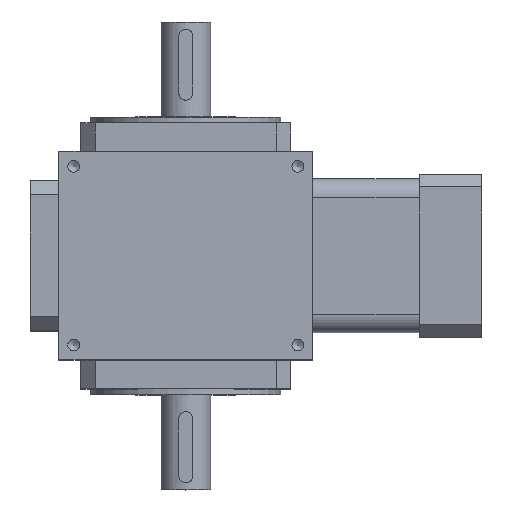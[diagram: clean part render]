
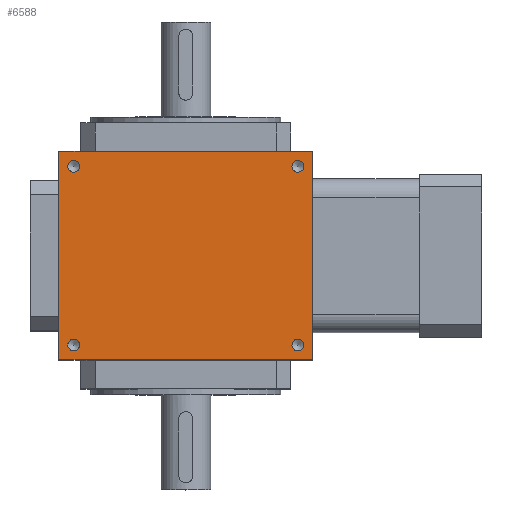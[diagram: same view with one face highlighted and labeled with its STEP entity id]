
A CAD part, top view. The second image highlights one B-rep face of the part: STEP entity #6588.
In plain terms, the highlighted planar face has unit normal (0, 0, 1).
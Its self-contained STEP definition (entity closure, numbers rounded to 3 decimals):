
#71=LINE('',#9019,#517);
#73=LINE('',#9028,#519);
#77=LINE('',#9039,#523);
#78=LINE('',#9045,#524);
#517=VECTOR('',#7537,1000.);
#519=VECTOR('',#7545,1000.);
#523=VECTOR('',#7555,1000.);
#524=VECTOR('',#7562,1000.);
#964=PLANE('',#6974);
#1342=ORIENTED_EDGE('',*,*,#2573,.T.);
#1343=ORIENTED_EDGE('',*,*,#2579,.T.);
#1344=ORIENTED_EDGE('',*,*,#2585,.T.);
#1345=ORIENTED_EDGE('',*,*,#2614,.T.);
#1346=ORIENTED_EDGE('',*,*,#2611,.F.);
#1347=ORIENTED_EDGE('',*,*,#2608,.F.);
#1348=ORIENTED_EDGE('',*,*,#2598,.T.);
#1349=ORIENTED_EDGE('',*,*,#2602,.T.);
#2573=EDGE_CURVE('',#3218,#3218,#3707,.T.);
#2579=EDGE_CURVE('',#3226,#3226,#3713,.T.);
#2585=EDGE_CURVE('',#3234,#3234,#3719,.T.);
#2598=EDGE_CURVE('',#3246,#3248,#71,.T.);
#2602=EDGE_CURVE('',#3248,#3251,#73,.T.);
#2608=EDGE_CURVE('',#3246,#3256,#77,.T.);
#2611=EDGE_CURVE('',#3256,#3251,#78,.T.);
#2614=EDGE_CURVE('',#3260,#3260,#3736,.T.);
#3218=VERTEX_POINT('',#8946);
#3226=VERTEX_POINT('',#8966);
#3234=VERTEX_POINT('',#8986);
#3246=VERTEX_POINT('',#9014);
#3248=VERTEX_POINT('',#9018);
#3251=VERTEX_POINT('',#9026);
#3256=VERTEX_POINT('',#9037);
#3260=VERTEX_POINT('',#9051);
#3707=CIRCLE('',#6924,4.188);
#3713=CIRCLE('',#6936,4.188);
#3719=CIRCLE('',#6948,4.188);
#3736=CIRCLE('',#6975,4.188);
#3940=EDGE_LOOP('',(#1342));
#3941=EDGE_LOOP('',(#1343));
#3942=EDGE_LOOP('',(#1344));
#3943=EDGE_LOOP('',(#1345));
#3944=EDGE_LOOP('',(#1346,#1347,#1348,#1349));
#4444=FACE_BOUND('',#3940,.T.);
#4445=FACE_BOUND('',#3941,.T.);
#4446=FACE_BOUND('',#3942,.T.);
#4447=FACE_BOUND('',#3943,.T.);
#4448=FACE_BOUND('',#3944,.T.);
#6588=ADVANCED_FACE('',(#4444,#4445,#4446,#4447,#4448),#964,.T.);
#6924=AXIS2_PLACEMENT_3D('',#8945,#7454,#7455);
#6936=AXIS2_PLACEMENT_3D('',#8965,#7478,#7479);
#6948=AXIS2_PLACEMENT_3D('',#8985,#7502,#7503);
#6974=AXIS2_PLACEMENT_3D('',#9049,#7566,#7567);
#6975=AXIS2_PLACEMENT_3D('',#9050,#7568,#7569);
#7454=DIRECTION('',(0.,0.,-1.));
#7455=DIRECTION('',(0.,-1.,0.));
#7478=DIRECTION('',(0.,0.,-1.));
#7479=DIRECTION('',(0.,-1.,0.));
#7502=DIRECTION('',(0.,0.,-1.));
#7503=DIRECTION('',(0.,-1.,0.));
#7537=DIRECTION('',(0.,1.,0.));
#7545=DIRECTION('',(-1.,0.,0.));
#7555=DIRECTION('',(-1.,0.,0.));
#7562=DIRECTION('',(0.,1.,0.));
#7566=DIRECTION('',(0.,0.,1.));
#7567=DIRECTION('',(1.,0.,0.));
#7568=DIRECTION('',(0.,0.,-1.));
#7569=DIRECTION('',(0.,-1.,0.));
#8945=CARTESIAN_POINT('',(79.,63.,55.735));
#8946=CARTESIAN_POINT('',(79.,58.812,55.735));
#8965=CARTESIAN_POINT('',(79.,-63.,55.735));
#8966=CARTESIAN_POINT('',(79.,-67.188,55.735));
#8985=CARTESIAN_POINT('',(-79.,63.,55.735));
#8986=CARTESIAN_POINT('',(-79.,58.812,55.735));
#9014=CARTESIAN_POINT('',(89.5,-73.5,55.735));
#9018=CARTESIAN_POINT('',(89.5,73.5,55.735));
#9019=CARTESIAN_POINT('',(89.5,-73.5,55.735));
#9026=CARTESIAN_POINT('',(-89.5,73.5,55.735));
#9028=CARTESIAN_POINT('',(89.5,73.5,55.735));
#9037=CARTESIAN_POINT('',(-89.5,-73.5,55.735));
#9039=CARTESIAN_POINT('',(89.5,-73.5,55.735));
#9045=CARTESIAN_POINT('',(-89.5,-73.5,55.735));
#9049=CARTESIAN_POINT('',(89.5,-73.5,55.735));
#9050=CARTESIAN_POINT('',(-79.,-63.,55.735));
#9051=CARTESIAN_POINT('',(-79.,-67.188,55.735));
